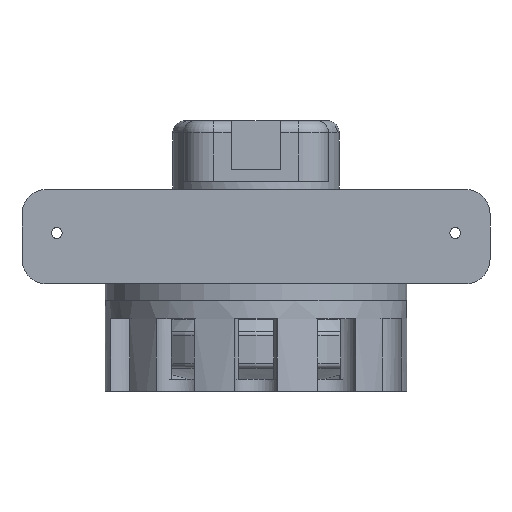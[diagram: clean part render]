
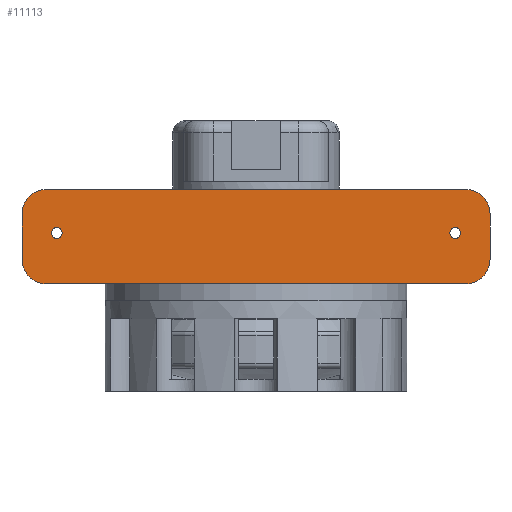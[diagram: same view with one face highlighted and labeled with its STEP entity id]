
A CAD part, front view. The second image highlights one B-rep face of the part: STEP entity #11113.
In plain terms, the highlighted planar face has unit normal (0, -1, 0).
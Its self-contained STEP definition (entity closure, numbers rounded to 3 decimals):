
#565=FACE_BOUND('',#2303,.T.);
#566=FACE_BOUND('',#2304,.T.);
#776=PLANE('',#12650);
#1361=FACE_OUTER_BOUND('',#2302,.T.);
#2302=EDGE_LOOP('',(#9732,#9733,#9734,#9735,#9736,#9737,#9738,#9739));
#2303=EDGE_LOOP('',(#9740));
#2304=EDGE_LOOP('',(#9741));
#2851=LINE('',#19695,#3405);
#2884=LINE('',#19848,#3438);
#2889=LINE('',#19862,#3443);
#2893=LINE('',#19875,#3447);
#3405=VECTOR('',#15886,10.);
#3438=VECTOR('',#16063,10.);
#3443=VECTOR('',#16078,10.);
#3447=VECTOR('',#16096,10.);
#4357=CIRCLE('',#12624,2.25);
#4362=CIRCLE('',#12632,2.25);
#4365=CIRCLE('',#12637,10.);
#4366=CIRCLE('',#12640,10.);
#4367=CIRCLE('',#12642,10.);
#4368=CIRCLE('',#12645,10.);
#5300=VERTEX_POINT('',#19681);
#5306=VERTEX_POINT('',#19693);
#5341=VERTEX_POINT('',#19809);
#5348=VERTEX_POINT('',#19829);
#5353=VERTEX_POINT('',#19843);
#5354=VERTEX_POINT('',#19847);
#5355=VERTEX_POINT('',#19851);
#5356=VERTEX_POINT('',#19855);
#5357=VERTEX_POINT('',#19856);
#5358=VERTEX_POINT('',#19861);
#6756=EDGE_CURVE('',#5300,#5306,#2851,.T.);
#6813=EDGE_CURVE('',#5341,#5341,#4357,.T.);
#6823=EDGE_CURVE('',#5348,#5348,#4362,.T.);
#6830=EDGE_CURVE('',#5300,#5353,#4365,.T.);
#6832=EDGE_CURVE('',#5354,#5353,#2884,.F.);
#6834=EDGE_CURVE('',#5354,#5355,#4366,.T.);
#6836=EDGE_CURVE('',#5356,#5357,#4367,.T.);
#6839=EDGE_CURVE('',#5358,#5357,#2889,.F.);
#6841=EDGE_CURVE('',#5358,#5306,#4368,.T.);
#6846=EDGE_CURVE('',#5356,#5355,#2893,.T.);
#9732=ORIENTED_EDGE('',*,*,#6830,.F.);
#9733=ORIENTED_EDGE('',*,*,#6756,.T.);
#9734=ORIENTED_EDGE('',*,*,#6841,.F.);
#9735=ORIENTED_EDGE('',*,*,#6839,.T.);
#9736=ORIENTED_EDGE('',*,*,#6836,.F.);
#9737=ORIENTED_EDGE('',*,*,#6846,.T.);
#9738=ORIENTED_EDGE('',*,*,#6834,.F.);
#9739=ORIENTED_EDGE('',*,*,#6832,.T.);
#9740=ORIENTED_EDGE('',*,*,#6813,.T.);
#9741=ORIENTED_EDGE('',*,*,#6823,.T.);
#11113=ADVANCED_FACE('',(#1361,#565,#566),#776,.T.);
#12624=AXIS2_PLACEMENT_3D('',#19810,#16023,#16024);
#12632=AXIS2_PLACEMENT_3D('',#19830,#16044,#16045);
#12637=AXIS2_PLACEMENT_3D('',#19844,#16058,#16059);
#12640=AXIS2_PLACEMENT_3D('',#19852,#16067,#16068);
#12642=AXIS2_PLACEMENT_3D('',#19857,#16072,#16073);
#12645=AXIS2_PLACEMENT_3D('',#19865,#16082,#16083);
#12650=AXIS2_PLACEMENT_3D('',#19874,#16094,#16095);
#15886=DIRECTION('',(-1.,0.,0.));
#16023=DIRECTION('center_axis',(0.,1.,0.));
#16024=DIRECTION('ref_axis',(1.,0.,0.));
#16044=DIRECTION('center_axis',(0.,1.,0.));
#16045=DIRECTION('ref_axis',(1.,0.,0.));
#16058=DIRECTION('center_axis',(0.,1.,0.));
#16059=DIRECTION('ref_axis',(0.707,0.,0.707));
#16063=DIRECTION('',(0.,0.,-1.));
#16067=DIRECTION('center_axis',(0.,1.,0.));
#16068=DIRECTION('ref_axis',(0.707,0.,-0.707));
#16072=DIRECTION('center_axis',(0.,1.,0.));
#16073=DIRECTION('ref_axis',(-0.707,0.,-0.707));
#16078=DIRECTION('',(0.,0.,1.));
#16082=DIRECTION('center_axis',(0.,1.,0.));
#16083=DIRECTION('ref_axis',(-0.707,0.,0.707));
#16094=DIRECTION('center_axis',(0.,-1.,0.));
#16095=DIRECTION('ref_axis',(0.,0.,-1.));
#16096=DIRECTION('',(1.,0.,0.));
#19681=CARTESIAN_POINT('',(86.926,-80.,33.));
#19693=CARTESIAN_POINT('',(-86.926,-80.,33.));
#19695=CARTESIAN_POINT('',(-13.463,-80.,33.));
#19809=CARTESIAN_POINT('',(80.25,-80.,15.016));
#19810=CARTESIAN_POINT('Origin',(82.5,-80.,15.016));
#19829=CARTESIAN_POINT('',(-84.75,-80.,15.016));
#19830=CARTESIAN_POINT('Origin',(-82.5,-80.,15.016));
#19843=CARTESIAN_POINT('',(96.926,-80.,23.));
#19844=CARTESIAN_POINT('Origin',(86.926,-80.,23.));
#19847=CARTESIAN_POINT('',(96.926,-80.,4.));
#19848=CARTESIAN_POINT('',(96.926,-80.,13.5));
#19851=CARTESIAN_POINT('',(86.926,-80.,-6.));
#19852=CARTESIAN_POINT('Origin',(86.926,-80.,4.));
#19855=CARTESIAN_POINT('',(-86.926,-80.,-6.));
#19856=CARTESIAN_POINT('',(-96.926,-80.,4.));
#19857=CARTESIAN_POINT('Origin',(-86.926,-80.,4.));
#19861=CARTESIAN_POINT('',(-96.926,-80.,23.));
#19862=CARTESIAN_POINT('',(-96.926,-80.,33.));
#19865=CARTESIAN_POINT('Origin',(-86.926,-80.,23.));
#19874=CARTESIAN_POINT('Origin',(-26.926,-80.,33.));
#19875=CARTESIAN_POINT('',(-13.463,-80.,-6.));
